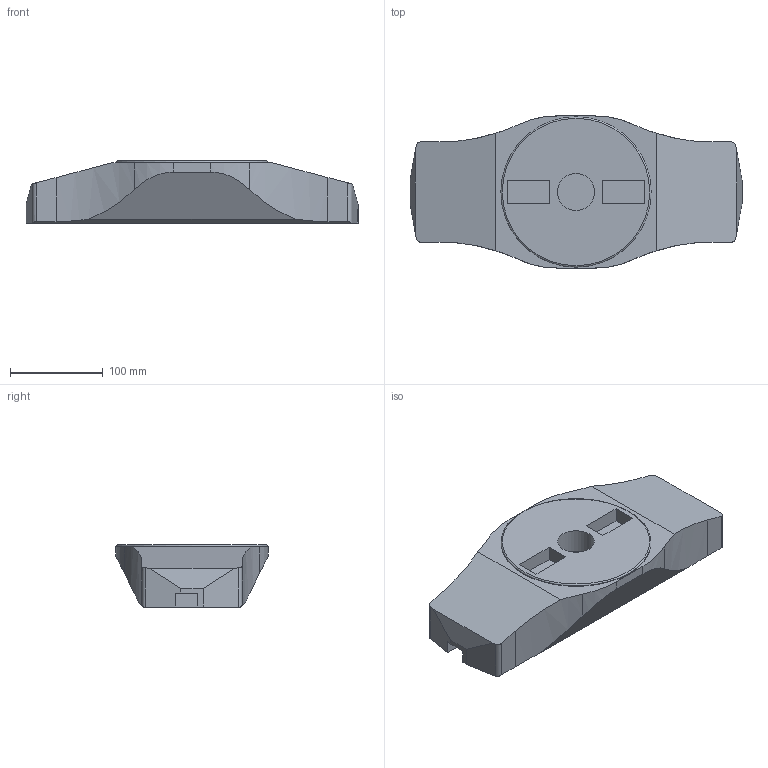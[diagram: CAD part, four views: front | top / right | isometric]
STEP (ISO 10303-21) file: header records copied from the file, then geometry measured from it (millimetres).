
FILE_DESCRIPTION(/* description */ (''),/* implementation_level */ '2;1');
FILE_NAME(/* name */ '1553003637586.stp',/* time_stamp */ '2019-03-19T14:54:14+01:00',/* author */ (''),/* organization */ ('SMS'),/* preprocessor_version */ 'ST-DEVELOPER v15',/* originating_system */ 'SIEMENS PLM Software NX 8.5',/* authorisation */ '');
FILE_SCHEMA (('AUTOMOTIVE_DESIGN { 1 0 10303 214 3 1 1 1 }'));
Length unit declared in the file: millimetre
Products named in the file (1): 111165645mod000_02
Bounding box: 358 x 164 x 67 mm (x, y, z)
Volume: 2498200.7 mm3; surface area: 151491.2 mm2
Topology: 1 solids, 1 shells, 57 faces, 153 edges, 106 vertices
Faces by surface type: plane 42, cylinder 14, torus 1
Full cylindrical faces by diameter (mm): 40 x1, 162 x1
Entity records: 1846 total; most frequent: CARTESIAN_POINT 316, DIRECTION 314, ORIENTED_EDGE 298, EDGE_CURVE 149, LINE 108, VECTOR 108, AXIS2_PLACEMENT_3D 103, VERTEX_POINT 101
